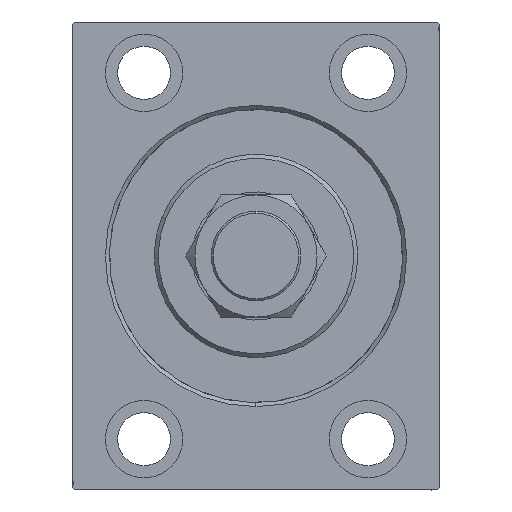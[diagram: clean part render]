
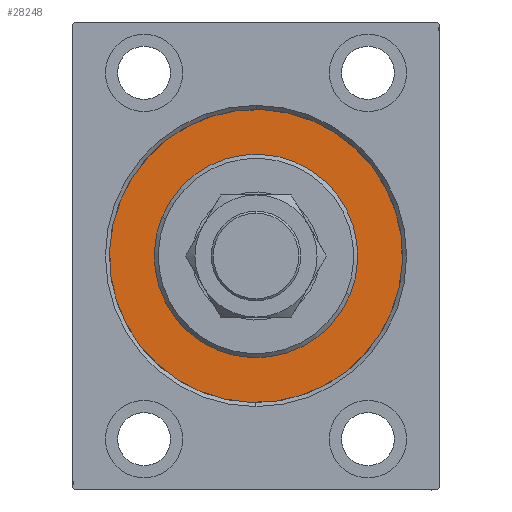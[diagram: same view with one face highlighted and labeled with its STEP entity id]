
A CAD part, left-side view. The second image highlights one B-rep face of the part: STEP entity #28248.
In plain terms, the highlighted face is planar.
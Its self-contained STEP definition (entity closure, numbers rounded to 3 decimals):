
#3603 = DIRECTION ( 'NONE',  ( 0., 0., -1. ) ) ;
#3794 = DIRECTION ( 'NONE',  ( 1., 0., 0. ) ) ;
#4009 = EDGE_CURVE ( 'NONE', #23877, #28857, #13728, .T. ) ;
#4883 = CIRCLE ( 'NONE', #21023, 25. ) ;
#6299 = VERTEX_POINT ( 'NONE', #23914 ) ;
#6472 = AXIS2_PLACEMENT_3D ( 'NONE', #18963, #12063, #31339 ) ;
#7022 = EDGE_CURVE ( 'NONE', #6299, #37304, #39517, .T. ) ;
#7509 = ORIENTED_EDGE ( 'NONE', *, *, #7022, .F. ) ;
#9868 = EDGE_CURVE ( 'NONE', #37304, #6299, #11705, .T. ) ;
#11645 = CARTESIAN_POINT ( 'NONE',  ( 0., 0., 0. ) ) ;
#11705 = CIRCLE ( 'NONE', #37395, 36. ) ;
#12063 = DIRECTION ( 'NONE',  ( -1., 0., 0. ) ) ;
#13728 = CIRCLE ( 'NONE', #18896, 25. ) ;
#17830 = DIRECTION ( 'NONE',  ( 0., 0., -1. ) ) ;
#18418 = CARTESIAN_POINT ( 'NONE',  ( 0., 0., 25. ) ) ;
#18896 = AXIS2_PLACEMENT_3D ( 'NONE', #21327, #34888, #3603 ) ;
#18963 = CARTESIAN_POINT ( 'NONE',  ( 0., 0., 0. ) ) ;
#18999 = DIRECTION ( 'NONE',  ( -1., 0., 0. ) ) ;
#19401 = DIRECTION ( 'NONE',  ( 0., 0., 1. ) ) ;
#21023 = AXIS2_PLACEMENT_3D ( 'NONE', #35312, #3794, #17830 ) ;
#21327 = CARTESIAN_POINT ( 'NONE',  ( 0., 0., 0. ) ) ;
#22025 = CARTESIAN_POINT ( 'NONE',  ( 0., 0., 36. ) ) ;
#22451 = EDGE_LOOP ( 'NONE', ( #7509, #38508 ) ) ;
#23239 = AXIS2_PLACEMENT_3D ( 'NONE', #11645, #18999, #33695 ) ;
#23877 = VERTEX_POINT ( 'NONE', #43155 ) ;
#23914 = CARTESIAN_POINT ( 'NONE',  ( 0., 0., -36. ) ) ;
#26253 = EDGE_LOOP ( 'NONE', ( #35155, #40210 ) ) ;
#28248 = ADVANCED_FACE ( 'NONE', ( #43607, #33469 ), #36465, .F. ) ;
#28857 = VERTEX_POINT ( 'NONE', #18418 ) ;
#31339 = DIRECTION ( 'NONE',  ( 0., 0., 1. ) ) ;
#33054 = EDGE_CURVE ( 'NONE', #28857, #23877, #4883, .T. ) ;
#33469 = FACE_OUTER_BOUND ( 'NONE', #22451, .T. ) ;
#33695 = DIRECTION ( 'NONE',  ( 0., 0., 1. ) ) ;
#34888 = DIRECTION ( 'NONE',  ( 1., 0., 0. ) ) ;
#35155 = ORIENTED_EDGE ( 'NONE', *, *, #33054, .F. ) ;
#35312 = CARTESIAN_POINT ( 'NONE',  ( 0., 0., 0. ) ) ;
#36465 = PLANE ( 'NONE',  #23239 ) ;
#37095 = CARTESIAN_POINT ( 'NONE',  ( 0., 0., 0. ) ) ;
#37304 = VERTEX_POINT ( 'NONE', #22025 ) ;
#37395 = AXIS2_PLACEMENT_3D ( 'NONE', #37095, #40545, #19401 ) ;
#38508 = ORIENTED_EDGE ( 'NONE', *, *, #9868, .F. ) ;
#39517 = CIRCLE ( 'NONE', #6472, 36. ) ;
#40210 = ORIENTED_EDGE ( 'NONE', *, *, #4009, .F. ) ;
#40545 = DIRECTION ( 'NONE',  ( -1., 0., 0. ) ) ;
#43155 = CARTESIAN_POINT ( 'NONE',  ( 0., 0., -25. ) ) ;
#43607 = FACE_BOUND ( 'NONE', #26253, .T. ) ;
